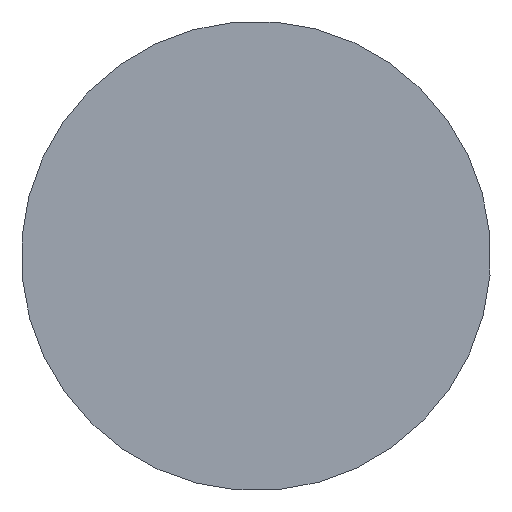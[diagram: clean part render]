
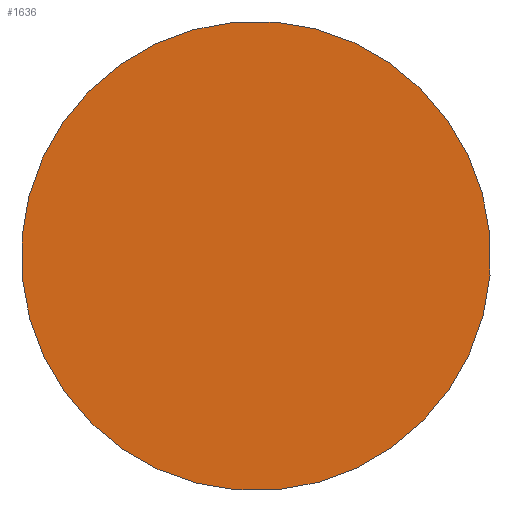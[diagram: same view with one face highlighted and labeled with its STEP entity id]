
A CAD part, front view. The second image highlights one B-rep face of the part: STEP entity #1636.
In plain terms, the highlighted planar face has unit normal (0, -1, 0).
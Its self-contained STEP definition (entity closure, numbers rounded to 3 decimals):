
#336=FACE_OUTER_BOUND('',#434,.T.);
#434=EDGE_LOOP('',(#1362,#1363));
#548=CIRCLE('',#1841,12.5);
#549=CIRCLE('',#1842,12.5);
#704=VERTEX_POINT('',#2811);
#705=VERTEX_POINT('',#2812);
#926=EDGE_CURVE('',#704,#705,#548,.T.);
#927=EDGE_CURVE('',#705,#704,#549,.T.);
#1362=ORIENTED_EDGE('',*,*,#926,.T.);
#1363=ORIENTED_EDGE('',*,*,#927,.T.);
#1471=PLANE('',#1843);
#1636=ADVANCED_FACE('',(#336),#1471,.T.);
#1841=AXIS2_PLACEMENT_3D('',#2813,#2287,#2288);
#1842=AXIS2_PLACEMENT_3D('',#2814,#2289,#2290);
#1843=AXIS2_PLACEMENT_3D('',#2816,#2292,#2293);
#2287=DIRECTION('center_axis',(0.,-1.,0.));
#2288=DIRECTION('ref_axis',(-0.081,0.,-0.997));
#2289=DIRECTION('center_axis',(0.,-1.,0.));
#2290=DIRECTION('ref_axis',(-0.081,0.,-0.997));
#2292=DIRECTION('center_axis',(0.,-1.,0.));
#2293=DIRECTION('ref_axis',(-0.997,0.,0.081));
#2811=CARTESIAN_POINT('',(-1.018,-28.477,-12.458));
#2812=CARTESIAN_POINT('',(1.018,-28.477,12.458));
#2813=CARTESIAN_POINT('Origin',(0.,-28.477,
0.));
#2814=CARTESIAN_POINT('Origin',(0.,-28.477,
0.));
#2816=CARTESIAN_POINT('Origin',(0.,-28.477,
0.));
